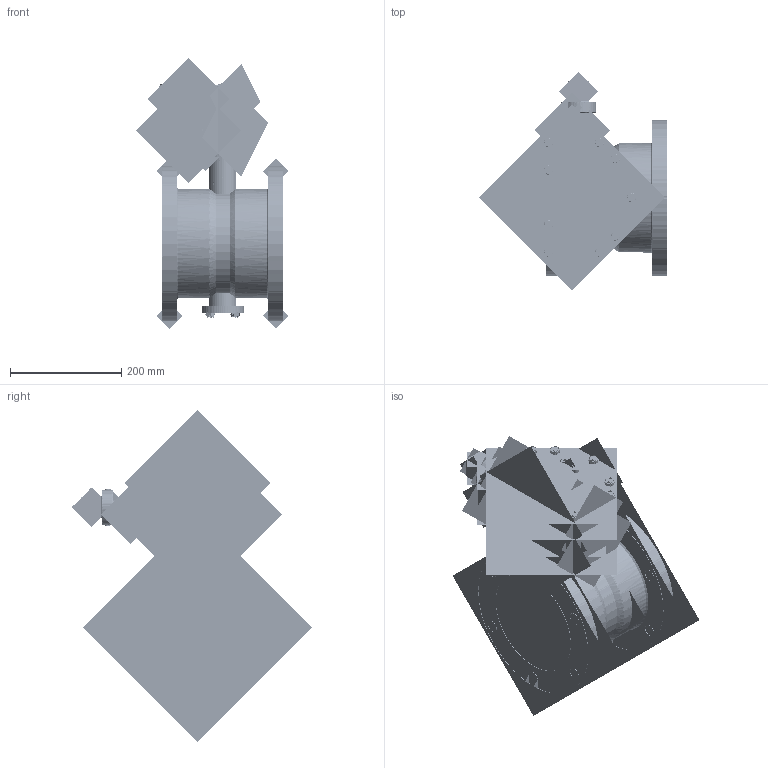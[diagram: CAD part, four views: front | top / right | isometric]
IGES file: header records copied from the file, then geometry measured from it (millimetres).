
Start section:  PTC IGES file: class_250ii_mj_x_mj-06-inch_asm.igs
Global section: file name: class_250ii_mj_x_mj-06-inch_asm.igs; native system: Creo Parametric by Parametric Technology Corporation; preprocessor: 2013050; author: HAPPY; organization: Unknown; date: 20161214.183736; units: inch
Bounding box: 346.95 x 431.01 x 595.83 mm (x, y, z)
Volume: 7113347.6 mm3; surface area: 5048989.6 mm2
Topology: 23 solids, 23 shells, 5306 faces, 29214 edges, 38228 vertices
Faces by surface type: revolution 4696, bspline 610
